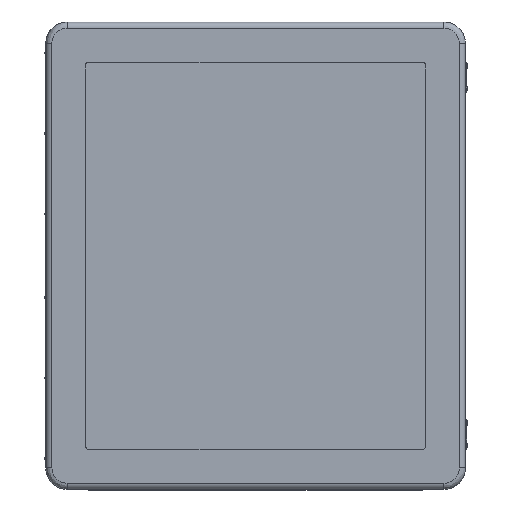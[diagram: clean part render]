
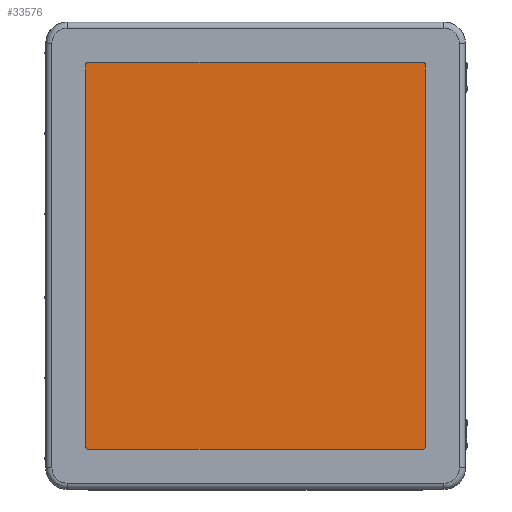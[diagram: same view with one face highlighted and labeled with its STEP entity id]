
A CAD part, top view. The second image highlights one B-rep face of the part: STEP entity #33576.
In plain terms, the highlighted planar face has unit normal (0, 0, 1).
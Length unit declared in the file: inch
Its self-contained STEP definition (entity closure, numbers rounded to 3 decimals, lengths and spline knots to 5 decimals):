
#488 = ORIENTED_EDGE ( 'NONE', *, *, #3140, .F. ) ;
#3140 = EDGE_CURVE ( 'NONE', #44803, #49264, #29796, .T. ) ;
#4079 = FACE_OUTER_BOUND ( 'NONE', #25802, .T. ) ;
#5229 = CIRCLE ( 'NONE', #21304, 0.125 ) ;
#5796 = EDGE_CURVE ( 'NONE', #42213, #9900, #14675, .T. ) ;
#6032 = DIRECTION ( 'NONE',  ( 0., 0., -1. ) ) ;
#9900 = VERTEX_POINT ( 'NONE', #33618 ) ;
#10944 = ORIENTED_EDGE ( 'NONE', *, *, #32342, .F. ) ;
#11680 = CARTESIAN_POINT ( 'NONE',  ( 7.01009, 8., 0.24923 ) ) ;
#14141 = CARTESIAN_POINT ( 'NONE',  ( 7.01009, 8.125, 0.24923 ) ) ;
#14675 = CIRCLE ( 'NONE', #55960, 0.125 ) ;
#15553 = ORIENTED_EDGE ( 'NONE', *, *, #25478, .F. ) ;
#16032 = VERTEX_POINT ( 'NONE', #29517 ) ;
#16858 = CARTESIAN_POINT ( 'NONE',  ( 7.01009, 8.125, 0.24923 ) ) ;
#18285 = DIRECTION ( 'NONE',  ( 1., 0., 0. ) ) ;
#18893 = CARTESIAN_POINT ( 'NONE',  ( -6.98991, -8.125, 0.24923 ) ) ;
#19292 = DIRECTION ( 'NONE',  ( 0., 0., -1. ) ) ;
#20315 = CARTESIAN_POINT ( 'NONE',  ( -7.11491, 8., 0.24923 ) ) ;
#21141 = PLANE ( 'NONE',  #48179 ) ;
#21144 = DIRECTION ( 'NONE',  ( -1., 0., 0. ) ) ;
#21186 = VECTOR ( 'NONE', #60338, 39.37008 ) ;
#21304 = AXIS2_PLACEMENT_3D ( 'NONE', #38527, #6032, #24957 ) ;
#21383 = VECTOR ( 'NONE', #35861, 39.37008 ) ;
#21677 = VECTOR ( 'NONE', #51643, 39.37008 ) ;
#22253 = CARTESIAN_POINT ( 'NONE',  ( -6.98991, -8., 0.24923 ) ) ;
#22325 = CARTESIAN_POINT ( 'NONE',  ( 7.13509, -8., 0.24923 ) ) ;
#24009 = CARTESIAN_POINT ( 'NONE',  ( -6.98991, 8., 0.24923 ) ) ;
#24156 = CARTESIAN_POINT ( 'NONE',  ( -6.98991, -8.125, 0.24923 ) ) ;
#24957 = DIRECTION ( 'NONE',  ( -1., 0., 0. ) ) ;
#25478 = EDGE_CURVE ( 'NONE', #9900, #37783, #30575, .T. ) ;
#25802 = EDGE_LOOP ( 'NONE', ( #39288, #55651, #15553, #47939, #29592, #46166, #488, #10944 ) ) ;
#26378 = DIRECTION ( 'NONE',  ( -1., 0., 0. ) ) ;
#26888 = VECTOR ( 'NONE', #18285, 39.37008 ) ;
#27615 = EDGE_CURVE ( 'NONE', #37783, #47409, #45125, .T. ) ;
#29517 = CARTESIAN_POINT ( 'NONE',  ( -7.11491, -8., 0.24923 ) ) ;
#29592 = ORIENTED_EDGE ( 'NONE', *, *, #36619, .F. ) ;
#29796 = LINE ( 'NONE', #18893, #21677 ) ;
#30258 = CIRCLE ( 'NONE', #44489, 0.125 ) ;
#30307 = EDGE_CURVE ( 'NONE', #47409, #30820, #44781, .T. ) ;
#30575 = LINE ( 'NONE', #16858, #26888 ) ;
#30820 = VERTEX_POINT ( 'NONE', #59268 ) ;
#30965 = LINE ( 'NONE', #54795, #21383 ) ;
#32342 = EDGE_CURVE ( 'NONE', #30820, #44803, #5229, .T. ) ;
#33026 = CARTESIAN_POINT ( 'NONE',  ( 7.01009, -8.125, 0.24923 ) ) ;
#33576 = ADVANCED_FACE ( 'NONE', ( #4079 ), #21141, .T. ) ;
#33618 = CARTESIAN_POINT ( 'NONE',  ( -6.98991, 8.125, 0.24923 ) ) ;
#35377 = DIRECTION ( 'NONE',  ( 1., 0., 0. ) ) ;
#35575 = DIRECTION ( 'NONE',  ( 0., 0., 1. ) ) ;
#35861 = DIRECTION ( 'NONE',  ( 0., 1., 0. ) ) ;
#36619 = EDGE_CURVE ( 'NONE', #16032, #42213, #30965, .T. ) ;
#36663 = EDGE_CURVE ( 'NONE', #49264, #16032, #30258, .T. ) ;
#37783 = VERTEX_POINT ( 'NONE', #14141 ) ;
#38527 = CARTESIAN_POINT ( 'NONE',  ( 7.01009, -8., 0.24923 ) ) ;
#39288 = ORIENTED_EDGE ( 'NONE', *, *, #30307, .F. ) ;
#42213 = VERTEX_POINT ( 'NONE', #20315 ) ;
#43932 = CARTESIAN_POINT ( 'NONE',  ( 7.13509, 8., 0.24923 ) ) ;
#44489 = AXIS2_PLACEMENT_3D ( 'NONE', #22253, #59859, #26378 ) ;
#44781 = LINE ( 'NONE', #22325, #21186 ) ;
#44803 = VERTEX_POINT ( 'NONE', #33026 ) ;
#45125 = CIRCLE ( 'NONE', #47825, 0.125 ) ;
#46166 = ORIENTED_EDGE ( 'NONE', *, *, #36663, .F. ) ;
#47409 = VERTEX_POINT ( 'NONE', #43932 ) ;
#47825 = AXIS2_PLACEMENT_3D ( 'NONE', #11680, #54107, #21144 ) ;
#47939 = ORIENTED_EDGE ( 'NONE', *, *, #5796, .F. ) ;
#48179 = AXIS2_PLACEMENT_3D ( 'NONE', #58973, #35575, #35377 ) ;
#49264 = VERTEX_POINT ( 'NONE', #24156 ) ;
#51643 = DIRECTION ( 'NONE',  ( -1., 0., 0. ) ) ;
#52232 = DIRECTION ( 'NONE',  ( -1., 0., 0. ) ) ;
#54107 = DIRECTION ( 'NONE',  ( 0., 0., -1. ) ) ;
#54795 = CARTESIAN_POINT ( 'NONE',  ( -7.11491, 8., 0.24923 ) ) ;
#55651 = ORIENTED_EDGE ( 'NONE', *, *, #27615, .F. ) ;
#55960 = AXIS2_PLACEMENT_3D ( 'NONE', #24009, #19292, #52232 ) ;
#58973 = CARTESIAN_POINT ( 'NONE',  ( 0.01009, 0., 0.24923 ) ) ;
#59268 = CARTESIAN_POINT ( 'NONE',  ( 7.13509, -8., 0.24923 ) ) ;
#59859 = DIRECTION ( 'NONE',  ( 0., 0., -1. ) ) ;
#60338 = DIRECTION ( 'NONE',  ( 0., -1., 0. ) ) ;
